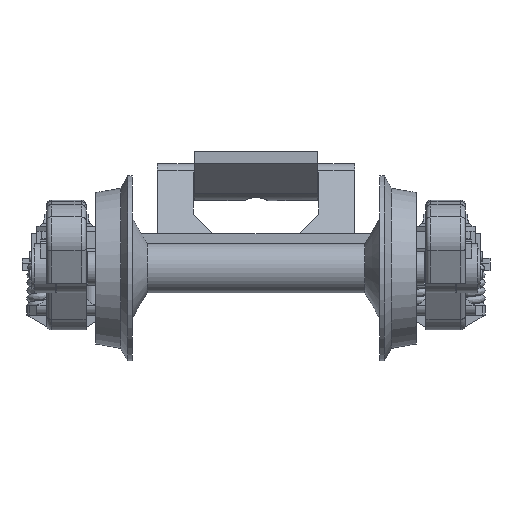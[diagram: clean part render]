
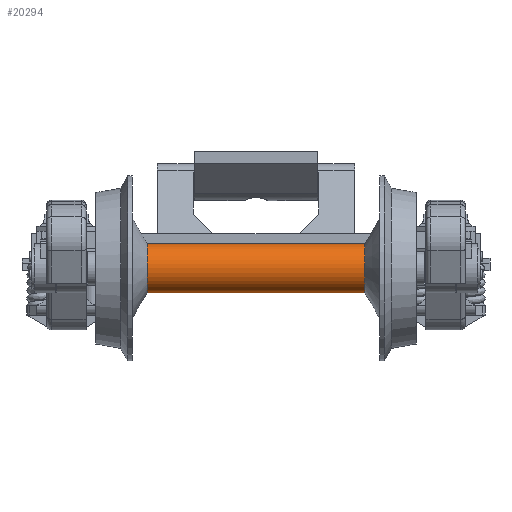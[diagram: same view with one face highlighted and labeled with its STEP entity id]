
A CAD part, front view. The second image highlights one B-rep face of the part: STEP entity #20294.
In plain terms, the highlighted cylindrical face has radius 4 mm (diameter 8 mm), a full revolution.
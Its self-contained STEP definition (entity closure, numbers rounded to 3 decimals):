
#754=CYLINDRICAL_SURFACE('',#21831,4.);
#1951=FACE_OUTER_BOUND('',#3194,.T.);
#3194=EDGE_LOOP('',(#14230,#14231,#14232,#14233));
#4544=LINE('',#30044,#6444);
#6444=VECTOR('',#23985,4.);
#8347=CIRCLE('',#21822,4.);
#8352=CIRCLE('',#21832,4.);
#9162=VERTEX_POINT('',#30023);
#9167=VERTEX_POINT('',#30042);
#11155=EDGE_CURVE('',#9162,#9162,#8347,.T.);
#11163=EDGE_CURVE('',#9167,#9167,#8352,.T.);
#11164=EDGE_CURVE('',#9167,#9162,#4544,.T.);
#14230=ORIENTED_EDGE('',*,*,#11163,.F.);
#14231=ORIENTED_EDGE('',*,*,#11164,.T.);
#14232=ORIENTED_EDGE('',*,*,#11155,.T.);
#14233=ORIENTED_EDGE('',*,*,#11164,.F.);
#20294=ADVANCED_FACE('',(#1951),#754,.T.);
#21822=AXIS2_PLACEMENT_3D('',#30025,#23960,#23961);
#21831=AXIS2_PLACEMENT_3D('',#30041,#23981,#23982);
#21832=AXIS2_PLACEMENT_3D('',#30043,#23983,#23984);
#23960=DIRECTION('center_axis',(1.,0.,0.));
#23961=DIRECTION('ref_axis',(0.,0.,-1.));
#23981=DIRECTION('center_axis',(1.,0.,0.));
#23982=DIRECTION('ref_axis',(0.,1.,0.));
#23983=DIRECTION('center_axis',(1.,0.,0.));
#23984=DIRECTION('ref_axis',(0.,0.,-1.));
#23985=DIRECTION('',(-1.,0.,0.));
#30023=CARTESIAN_POINT('',(-17.691,-29.8,0.));
#30025=CARTESIAN_POINT('Origin',(-17.691,-25.8,0.));
#30041=CARTESIAN_POINT('Origin',(8.845,-25.8,0.));
#30042=CARTESIAN_POINT('',(17.691,-29.8,0.));
#30043=CARTESIAN_POINT('Origin',(17.691,-25.8,0.));
#30044=CARTESIAN_POINT('',(8.845,-29.8,0.));
